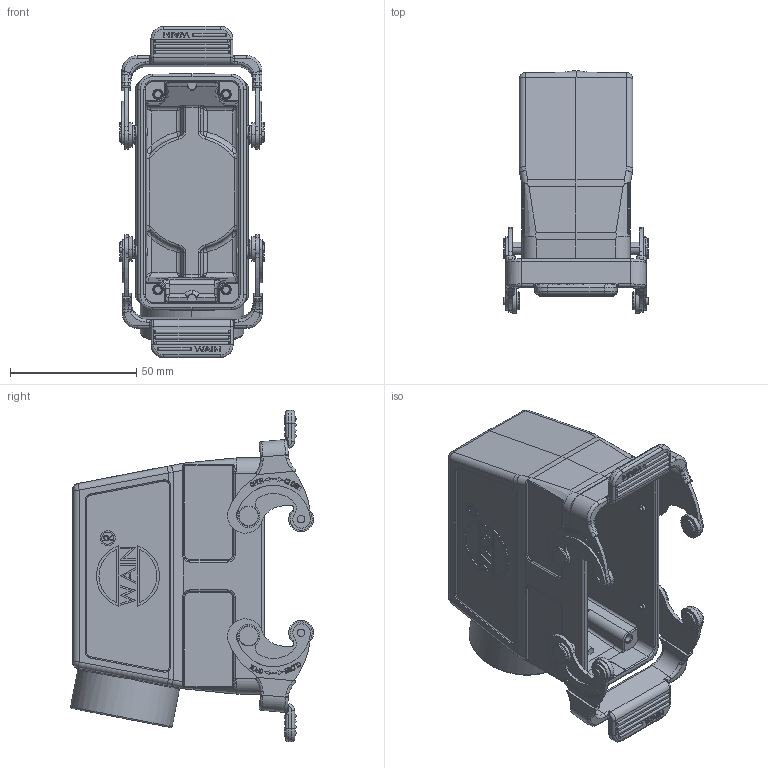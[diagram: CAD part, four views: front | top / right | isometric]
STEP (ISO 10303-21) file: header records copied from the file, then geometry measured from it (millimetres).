
FILE_DESCRIPTION(/* description */ (''),/* implementation_level */ '2;1');
FILE_NAME(/* name */ '3D_1240165415004_HV16B-SEH-2L_SC-M32_V1.1.stp',/* time_stamp */ '2024-01-09T16:56:44+08:00',/* author */ (''),/* organization */ (''),/* preprocessor_version */ 'ST-DEVELOPER v18.1',/* originating_system */ 'SIEMENS PLM Software NX 1980',/* authorisation */ '');
FILE_SCHEMA (('AUTOMOTIVE_DESIGN { 1 0 10303 214 3 1 1 1 }'));
Products named in the file (1): 145928480B21z0bk
Bounding box: 57.5 x 96.23 x 131.3 mm (x, y, z)
Volume: 99911.2 mm3; surface area: 59561.1 mm2
Topology: 3 solids, 3 shells, 1830 faces, 4839 edges, 3129 vertices
Faces by surface type: plane 827, cylinder 531, torus 179, extrusion 88, bspline 88, cone 71, sphere 44, revolution 2
Entity records: 66585 total; most frequent: CARTESIAN_POINT 23019, ORIENTED_EDGE 9554, DIRECTION 8213, EDGE_CURVE 4777, VERTEX_POINT 3129, AXIS2_PLACEMENT_3D 2913, VECTOR 2385, LINE 2297
